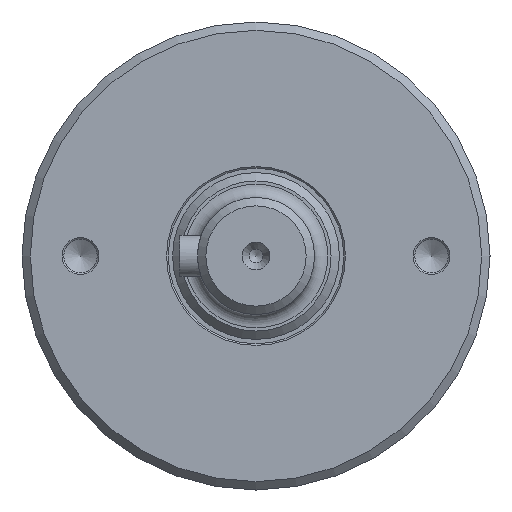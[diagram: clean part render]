
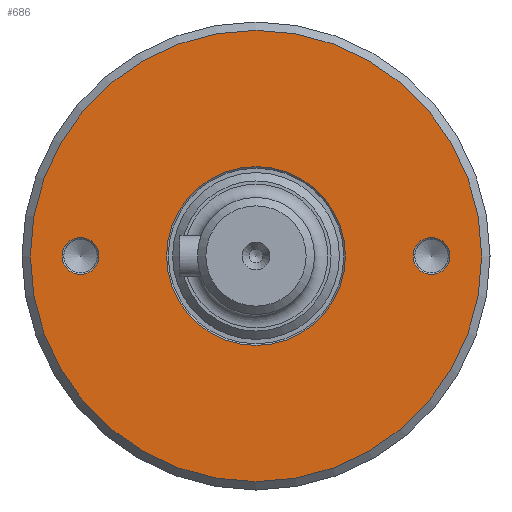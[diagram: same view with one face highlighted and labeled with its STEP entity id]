
A CAD part, left-side view. The second image highlights one B-rep face of the part: STEP entity #686.
In plain terms, the highlighted planar face has unit normal (-1, 0, 0).
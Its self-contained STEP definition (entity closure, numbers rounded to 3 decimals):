
#633=CARTESIAN_POINT('',(31.9,-21.0,2.2));
#634=VERTEX_POINT('',#633);
#635=CARTESIAN_POINT('',(31.9,-21.0,0.0));
#636=DIRECTION('',(-1.0,0.0,0.0));
#637=DIRECTION('',(0.0,0.0,-1.0));
#638=AXIS2_PLACEMENT_3D('',#635,#636,#637);
#639=CIRCLE('',#638,2.2);
#640=EDGE_CURVE('',#634,#634,#639,.T.);
#645=CARTESIAN_POINT('',(31.9,19.25,0.0));
#646=DIRECTION('',(-1.0,0.0,0.0));
#647=DIRECTION('',(0.0,0.0,1.0));
#648=AXIS2_PLACEMENT_3D('',#645,#646,#647);
#649=PLANE('',#648);
#650=CARTESIAN_POINT('',(31.9,27.,0.));
#651=VERTEX_POINT('',#650);
#652=CARTESIAN_POINT('',(31.9,0.0,0.0));
#653=DIRECTION('',(1.0,0.0,0.0));
#654=DIRECTION('',(0.0,-1.0,0.0));
#655=AXIS2_PLACEMENT_3D('',#652,#653,#654);
#656=CIRCLE('',#655,27.);
#657=EDGE_CURVE('',#651,#651,#656,.T.);
#658=ORIENTED_EDGE('',*,*,#657,.F.);
#659=EDGE_LOOP('',(#658));
#660=FACE_OUTER_BOUND('',#659,.T.);
#661=CARTESIAN_POINT('',(31.9,21.0,2.2));
#662=VERTEX_POINT('',#661);
#663=CARTESIAN_POINT('',(31.9,21.0,0.0));
#664=DIRECTION('',(-1.0,0.0,0.0));
#665=DIRECTION('',(0.0,0.0,-1.0));
#666=AXIS2_PLACEMENT_3D('',#663,#664,#665);
#667=CIRCLE('',#666,2.2);
#668=EDGE_CURVE('',#662,#662,#667,.T.);
#669=ORIENTED_EDGE('',*,*,#668,.F.);
#670=EDGE_LOOP('',(#669));
#671=FACE_BOUND('',#670,.T.);
#672=CARTESIAN_POINT('',(31.9,10.7,0.));
#673=VERTEX_POINT('',#672);
#674=CARTESIAN_POINT('',(31.9,0.0,0.0));
#675=DIRECTION('',(-1.0,0.0,0.0));
#676=DIRECTION('',(0.0,-1.0,0.0));
#677=AXIS2_PLACEMENT_3D('',#674,#675,#676);
#678=CIRCLE('',#677,10.7);
#679=EDGE_CURVE('',#673,#673,#678,.T.);
#680=ORIENTED_EDGE('',*,*,#679,.F.);
#681=EDGE_LOOP('',(#680));
#682=FACE_BOUND('',#681,.T.);
#683=ORIENTED_EDGE('',*,*,#640,.F.);
#684=EDGE_LOOP('',(#683));
#685=FACE_BOUND('',#684,.T.);
#686=ADVANCED_FACE('',(#660,#671,#682,#685),#649,.T.);
